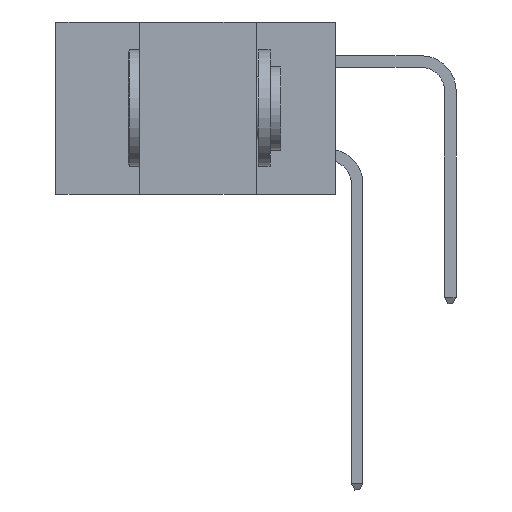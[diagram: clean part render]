
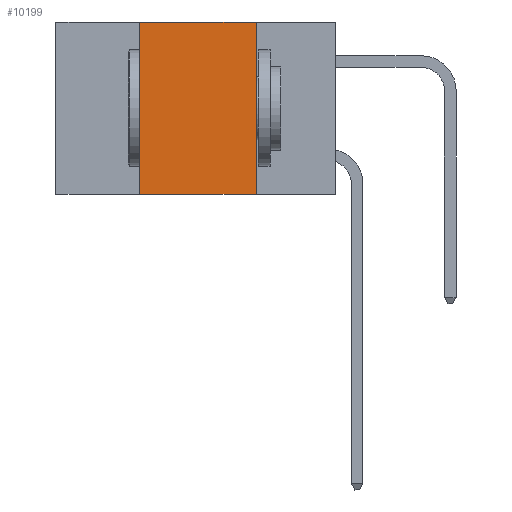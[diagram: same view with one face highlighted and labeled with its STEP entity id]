
A CAD part, left-side view. The second image highlights one B-rep face of the part: STEP entity #10199.
In plain terms, the highlighted planar face has unit normal (-1, 0, 0).
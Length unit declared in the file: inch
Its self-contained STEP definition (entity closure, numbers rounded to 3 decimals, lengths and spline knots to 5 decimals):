
#515 = LINE ( 'NONE', #1187, #6204 ) ;
#710 = LINE ( 'NONE', #8682, #6056 ) ;
#858 = EDGE_LOOP ( 'NONE', ( #6674, #9788, #10095, #7722 ) ) ;
#860 = CARTESIAN_POINT ( 'NONE',  ( 0., 0.6, 0. ) ) ;
#1187 = CARTESIAN_POINT ( 'NONE',  ( 0., 0.42, 0. ) ) ;
#2580 = VECTOR ( 'NONE', #3704, 39.37008 ) ;
#3074 = DIRECTION ( 'NONE',  ( 0., 0., -1. ) ) ;
#3117 = EDGE_CURVE ( 'NONE', #8862, #12072, #5893, .T. ) ;
#3682 = VERTEX_POINT ( 'NONE', #5234 ) ;
#3692 = CARTESIAN_POINT ( 'NONE',  ( 0., 0.42, -0.37 ) ) ;
#3704 = DIRECTION ( 'NONE',  ( 0., 0., -1. ) ) ;
#3731 = CARTESIAN_POINT ( 'NONE',  ( 0., 0.17, 0. ) ) ;
#4051 = VERTEX_POINT ( 'NONE', #4778 ) ;
#4139 = CARTESIAN_POINT ( 'NONE',  ( 0., 0.17, -0.37 ) ) ;
#4700 = EDGE_CURVE ( 'NONE', #3682, #12072, #5361, .T. ) ;
#4778 = CARTESIAN_POINT ( 'NONE',  ( 0., 0.42, 0. ) ) ;
#5234 = CARTESIAN_POINT ( 'NONE',  ( 0., 0.17, 0. ) ) ;
#5361 = LINE ( 'NONE', #3731, #2580 ) ;
#5440 = DIRECTION ( 'NONE',  ( 0., -1., 0. ) ) ;
#5893 = LINE ( 'NONE', #12977, #11050 ) ;
#6056 = VECTOR ( 'NONE', #5440, 39.37008 ) ;
#6204 = VECTOR ( 'NONE', #8712, 39.37008 ) ;
#6674 = ORIENTED_EDGE ( 'NONE', *, *, #4700, .F. ) ;
#7722 = ORIENTED_EDGE ( 'NONE', *, *, #3117, .T. ) ;
#8175 = FACE_OUTER_BOUND ( 'NONE', #858, .T. ) ;
#8401 = PLANE ( 'NONE',  #8650 ) ;
#8650 = AXIS2_PLACEMENT_3D ( 'NONE', #860, #9389, #3074 ) ;
#8682 = CARTESIAN_POINT ( 'NONE',  ( 0., 0.6, 0. ) ) ;
#8712 = DIRECTION ( 'NONE',  ( 0., 0., 1. ) ) ;
#8862 = VERTEX_POINT ( 'NONE', #3692 ) ;
#9389 = DIRECTION ( 'NONE',  ( 1., 0., 0. ) ) ;
#9788 = ORIENTED_EDGE ( 'NONE', *, *, #12610, .F. ) ;
#10095 = ORIENTED_EDGE ( 'NONE', *, *, #13212, .F. ) ;
#10199 = ADVANCED_FACE ( 'NONE', ( #8175 ), #8401, .F. ) ;
#11050 = VECTOR ( 'NONE', #12988, 39.37008 ) ;
#12072 = VERTEX_POINT ( 'NONE', #4139 ) ;
#12610 = EDGE_CURVE ( 'NONE', #4051, #3682, #710, .T. ) ;
#12977 = CARTESIAN_POINT ( 'NONE',  ( 0., 0.6, -0.37 ) ) ;
#12988 = DIRECTION ( 'NONE',  ( 0., -1., 0. ) ) ;
#13212 = EDGE_CURVE ( 'NONE', #8862, #4051, #515, .T. ) ;
